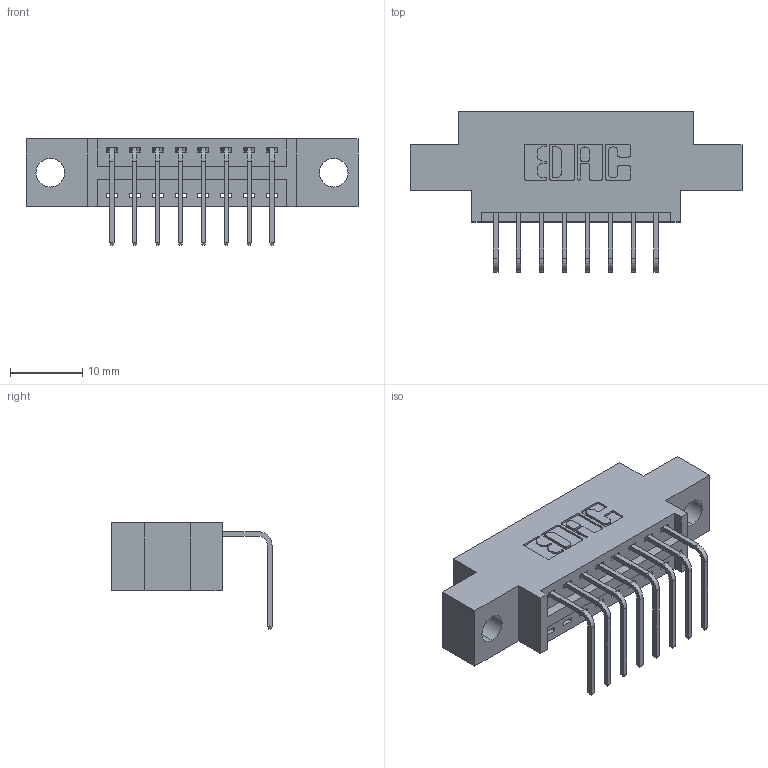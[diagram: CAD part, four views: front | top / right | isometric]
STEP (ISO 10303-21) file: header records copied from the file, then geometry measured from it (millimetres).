
FILE_DESCRIPTION (( 'STEP AP203' ), '1' );
FILE_NAME ('346-008-558-604.STEP', '2018-08-17T05:05:14', ( '' ), ( '' ), 'SwSTEP 2.0', 'SolidWorks 2016', '' );
FILE_SCHEMA (( 'CONFIG_CONTROL_DESIGN' ));
Length unit declared in the file: inch
Products named in the file (3): 346 Part_0.170 Offset - 0.156 Dia-TH; 345-292-001_558 Tail - 2; 346-008-558-604
Assembly tree (9 placements, depth 2):
  346-008-558-604
    346 Part_0.170 Offset - 0.156 Dia-TH
    345-292-001_558 Tail - 2  x8
Bounding box: 45.97 x 22.16 x 14.73 mm (x, y, z)
Volume: 3950.7 mm3; surface area: 4695.2 mm2
Topology: 9 solids, 9 shells, 606 faces, 1797 edges, 1186 vertices
Faces by surface type: plane 416, cylinder 190
Entity records: 9761 total; most frequent: CARTESIAN_POINT 1692, ORIENTED_EDGE 1634, DIRECTION 1533, EDGE_CURVE 817, LINE 653, VECTOR 653, VERTEX_POINT 542, AXIS2_PLACEMENT_3D 440
